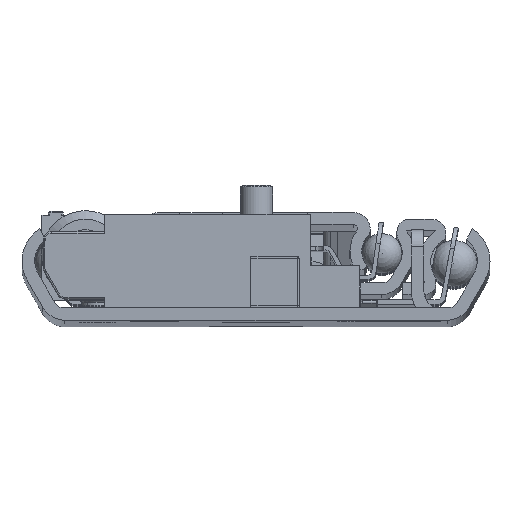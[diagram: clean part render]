
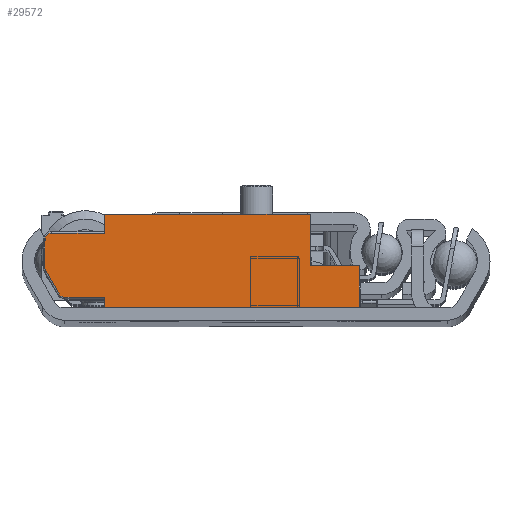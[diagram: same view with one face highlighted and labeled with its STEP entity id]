
A CAD part, top view. The second image highlights one B-rep face of the part: STEP entity #29572.
In plain terms, the highlighted planar face has unit normal (0, 0, 1).
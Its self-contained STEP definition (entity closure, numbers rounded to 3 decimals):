
#1438=PLANE('',#42281);
#4239=FACE_OUTER_BOUND('',#6591,.T.);
#6591=EDGE_LOOP('',(#25052,#25053,#25054,#25055,#25056,#25057,#25058,#25059,
#25060,#25061,#25062,#25063,#25064,#25065,#25066,#25067,#25068));
#10080=VERTEX_POINT('',#66295);
#10081=VERTEX_POINT('',#66297);
#10095=VERTEX_POINT('',#66325);
#10096=VERTEX_POINT('',#66327);
#10097=VERTEX_POINT('',#66331);
#10112=VERTEX_POINT('',#66370);
#10193=VERTEX_POINT('',#66602);
#10325=VERTEX_POINT('',#67290);
#10357=VERTEX_POINT('',#67485);
#10359=VERTEX_POINT('',#67491);
#10360=VERTEX_POINT('',#67496);
#10361=VERTEX_POINT('',#67499);
#10362=VERTEX_POINT('',#67501);
#10363=VERTEX_POINT('',#67503);
#10364=VERTEX_POINT('',#67505);
#10365=VERTEX_POINT('',#67507);
#10366=VERTEX_POINT('',#67509);
#14879=EDGE_CURVE('',#10080,#10081,#35014,.T.);
#14894=EDGE_CURVE('',#10095,#10096,#35022,.T.);
#14897=EDGE_CURVE('',#10097,#10080,#31476,.T.);
#14917=EDGE_CURVE('',#10112,#10097,#35036,.T.);
#15020=EDGE_CURVE('',#10096,#10193,#35098,.T.);
#15252=EDGE_CURVE('',#10112,#10325,#35217,.T.);
#15318=EDGE_CURVE('',#10357,#10193,#35249,.T.);
#15323=EDGE_CURVE('',#10359,#10357,#35254,.T.);
#15324=EDGE_CURVE('',#10325,#10360,#35255,.T.);
#15325=EDGE_CURVE('',#10360,#10359,#35256,.T.);
#15326=EDGE_CURVE('',#10095,#10361,#35257,.T.);
#15327=EDGE_CURVE('',#10362,#10361,#31628,.T.);
#15328=EDGE_CURVE('',#10363,#10362,#35258,.T.);
#15329=EDGE_CURVE('',#10364,#10363,#31629,.T.);
#15330=EDGE_CURVE('',#10365,#10364,#35259,.T.);
#15331=EDGE_CURVE('',#10366,#10365,#31630,.T.);
#15332=EDGE_CURVE('',#10366,#10081,#35260,.T.);
#25052=ORIENTED_EDGE('',*,*,#14897,.F.);
#25053=ORIENTED_EDGE('',*,*,#14917,.F.);
#25054=ORIENTED_EDGE('',*,*,#15252,.T.);
#25055=ORIENTED_EDGE('',*,*,#15324,.T.);
#25056=ORIENTED_EDGE('',*,*,#15325,.T.);
#25057=ORIENTED_EDGE('',*,*,#15323,.T.);
#25058=ORIENTED_EDGE('',*,*,#15318,.T.);
#25059=ORIENTED_EDGE('',*,*,#15020,.F.);
#25060=ORIENTED_EDGE('',*,*,#14894,.F.);
#25061=ORIENTED_EDGE('',*,*,#15326,.T.);
#25062=ORIENTED_EDGE('',*,*,#15327,.F.);
#25063=ORIENTED_EDGE('',*,*,#15328,.F.);
#25064=ORIENTED_EDGE('',*,*,#15329,.F.);
#25065=ORIENTED_EDGE('',*,*,#15330,.F.);
#25066=ORIENTED_EDGE('',*,*,#15331,.F.);
#25067=ORIENTED_EDGE('',*,*,#15332,.T.);
#25068=ORIENTED_EDGE('',*,*,#14879,.F.);
#29572=ADVANCED_FACE('',(#4239),#1438,.T.);
#31476=CIRCLE('',#41938,0.2);
#31628=CIRCLE('',#42282,0.8);
#31629=CIRCLE('',#42283,0.8);
#31630=CIRCLE('',#42284,0.8);
#35014=LINE('',#66298,#38446);
#35022=LINE('',#66328,#38454);
#35036=LINE('',#66372,#38468);
#35098=LINE('',#66603,#38530);
#35217=LINE('',#67292,#38649);
#35249=LINE('',#67486,#38681);
#35254=LINE('',#67494,#38686);
#35255=LINE('',#67497,#38687);
#35256=LINE('',#67498,#38688);
#35257=LINE('',#67500,#38689);
#35258=LINE('',#67504,#38690);
#35259=LINE('',#67508,#38691);
#35260=LINE('',#67511,#38692);
#38446=VECTOR('',#51334,1.);
#38454=VECTOR('',#51356,2.2);
#38468=VECTOR('',#51398,29.914);
#38530=VECTOR('',#51572,24.314);
#38649=VECTOR('',#52097,0.917);
#38681=VECTOR('',#52269,6.);
#38686=VECTOR('',#52276,5.8);
#38687=VECTOR('',#52279,1.883);
#38688=VECTOR('',#52280,2.2);
#38689=VECTOR('',#52281,6.236);
#38690=VECTOR('',#52284,3.268);
#38691=VECTOR('',#52287,3.155);
#38692=VECTOR('',#52290,4.659);
#41938=AXIS2_PLACEMENT_3D('',#66333,#51361,#51362);
#42281=AXIS2_PLACEMENT_3D('',#67495,#52277,#52278);
#42282=AXIS2_PLACEMENT_3D('',#67502,#52282,#52283);
#42283=AXIS2_PLACEMENT_3D('',#67506,#52285,#52286);
#42284=AXIS2_PLACEMENT_3D('',#67510,#52288,#52289);
#51334=DIRECTION('',(0.,-1.,0.));
#51356=DIRECTION('',(0.,-1.,0.));
#51361=DIRECTION('center_axis',(0.,0.,-1.));
#51362=DIRECTION('ref_axis',(0.707,0.707,0.));
#51398=DIRECTION('',(1.,0.,0.));
#51572=DIRECTION('',(-1.,0.,0.));
#52097=DIRECTION('',(0.,-1.,0.));
#52269=DIRECTION('',(0.,-1.,0.));
#52276=DIRECTION('',(1.,0.,0.));
#52277=DIRECTION('center_axis',(0.,0.,1.));
#52278=DIRECTION('ref_axis',(1.,0.,0.));
#52279=DIRECTION('',(0.,-1.,0.));
#52280=DIRECTION('',(0.,-1.,0.));
#52281=DIRECTION('',(1.,0.,0.));
#52282=DIRECTION('center_axis',(0.,0.,-1.));
#52283=DIRECTION('ref_axis',(1.,0.,0.));
#52284=DIRECTION('',(0.,-1.,0.));
#52285=DIRECTION('center_axis',(0.,0.,-1.));
#52286=DIRECTION('ref_axis',(0.866,0.5,0.));
#52287=DIRECTION('',(0.5,-0.866,0.));
#52288=DIRECTION('center_axis',(0.,0.,-1.));
#52289=DIRECTION('ref_axis',(0.,1.,0.));
#52290=DIRECTION('',(-1.,0.,0.));
#66295=CARTESIAN_POINT('',(16.764,8.8,0.));
#66297=CARTESIAN_POINT('',(16.764,7.8,0.));
#66298=CARTESIAN_POINT('',(16.764,8.,0.));
#66325=CARTESIAN_POINT('',(16.764,0.2,0.));
#66327=CARTESIAN_POINT('',(16.764,-2.,0.));
#66328=CARTESIAN_POINT('',(16.764,8.,0.));
#66331=CARTESIAN_POINT('',(16.564,9.,0.));
#66333=CARTESIAN_POINT('Origin',(16.564,8.8,0.));
#66370=CARTESIAN_POINT('',(-13.35,9.,0.));
#66372=CARTESIAN_POINT('',(16.764,9.,0.));
#66602=CARTESIAN_POINT('',(-7.55,-2.,0.));
#66603=CARTESIAN_POINT('',(16.764,-2.,0.));
#67290=CARTESIAN_POINT('',(-13.35,8.083,0.));
#67292=CARTESIAN_POINT('',(-13.35,8.,0.));
#67485=CARTESIAN_POINT('',(-7.55,4.,0.));
#67486=CARTESIAN_POINT('',(-7.55,-1.,0.));
#67491=CARTESIAN_POINT('',(-13.35,4.,0.));
#67494=CARTESIAN_POINT('',(-9.1,4.,0.));
#67495=CARTESIAN_POINT('Origin',(-7.75,0.,0.));
#67496=CARTESIAN_POINT('',(-13.35,6.2,0.));
#67497=CARTESIAN_POINT('',(-13.35,8.,0.));
#67498=CARTESIAN_POINT('',(-13.35,8.,0.));
#67499=CARTESIAN_POINT('',(23.,0.2,0.));
#67500=CARTESIAN_POINT('',(-7.55,0.2,0.));
#67501=CARTESIAN_POINT('',(23.8,1.,0.));
#67502=CARTESIAN_POINT('Origin',(23.,1.,0.));
#67503=CARTESIAN_POINT('',(23.8,4.268,0.));
#67504=CARTESIAN_POINT('',(23.8,4.268,0.));
#67505=CARTESIAN_POINT('',(23.693,4.668,0.));
#67506=CARTESIAN_POINT('Origin',(23.,4.268,0.));
#67507=CARTESIAN_POINT('',(22.115,7.4,0.));
#67508=CARTESIAN_POINT('',(22.115,7.4,0.));
#67509=CARTESIAN_POINT('',(21.423,7.8,0.));
#67510=CARTESIAN_POINT('Origin',(21.423,7.,0.));
#67511=CARTESIAN_POINT('',(21.423,7.8,0.));
